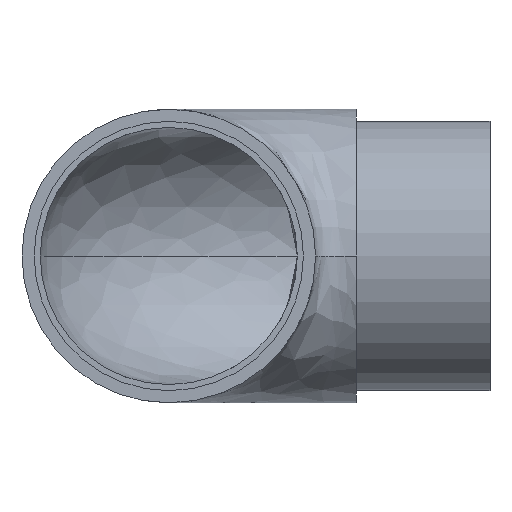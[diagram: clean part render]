
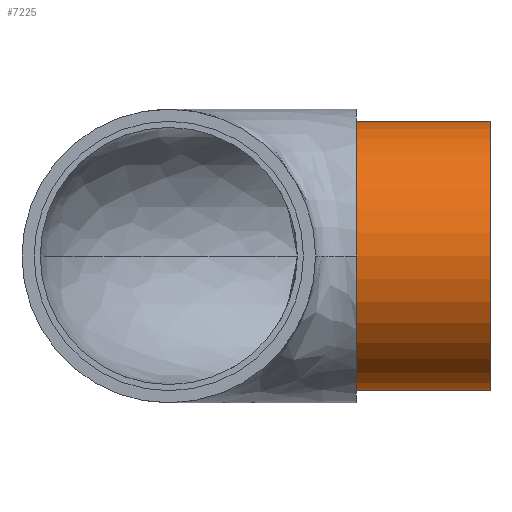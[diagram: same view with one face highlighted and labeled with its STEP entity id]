
A CAD part, left-side view. The second image highlights one B-rep face of the part: STEP entity #7225.
In plain terms, the highlighted cylindrical face has radius 22.15 mm (diameter 44.3 mm), a partial arc.
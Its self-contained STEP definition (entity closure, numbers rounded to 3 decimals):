
#2 = VECTOR ( 'NONE', #9566, 1000. ) ;
#28 = ORIENTED_EDGE ( 'NONE', *, *, #9486, .F. ) ;
#345 = CARTESIAN_POINT ( 'NONE',  ( 0., 0., 22.15 ) ) ;
#426 = CARTESIAN_POINT ( 'NONE',  ( 0., -22., -22.15 ) ) ;
#536 = ORIENTED_EDGE ( 'NONE', *, *, #9623, .F. ) ;
#1671 = CARTESIAN_POINT ( 'NONE',  ( 0., -22., 22.15 ) ) ;
#2196 = CARTESIAN_POINT ( 'NONE',  ( 0., 0., 0. ) ) ;
#2342 = CARTESIAN_POINT ( 'NONE',  ( 0., -22., -22.15 ) ) ;
#2439 = DIRECTION ( 'NONE',  ( 0., 0., -1. ) ) ;
#2483 = CIRCLE ( 'NONE', #3801, 22.15 ) ;
#2897 = EDGE_LOOP ( 'NONE', ( #28, #536, #6231, #9361 ) ) ;
#3068 = DIRECTION ( 'NONE',  ( 0., 1., 0. ) ) ;
#3801 = AXIS2_PLACEMENT_3D ( 'NONE', #2196, #3932, #6923 ) ;
#3926 = CARTESIAN_POINT ( 'NONE',  ( 0., 0., -22.15 ) ) ;
#3932 = DIRECTION ( 'NONE',  ( 0., -1., 0. ) ) ;
#4145 = DIRECTION ( 'NONE',  ( 0., 1., 0. ) ) ;
#4254 = AXIS2_PLACEMENT_3D ( 'NONE', #5586, #4145, #6450 ) ;
#4769 = CYLINDRICAL_SURFACE ( 'NONE', #4254, 22.15 ) ;
#4805 = EDGE_CURVE ( 'NONE', #7618, #8181, #9417, .T. ) ;
#4819 = FACE_OUTER_BOUND ( 'NONE', #2897, .T. ) ;
#5099 = VERTEX_POINT ( 'NONE', #3926 ) ;
#5586 = CARTESIAN_POINT ( 'NONE',  ( 0., -22., 0. ) ) ;
#5924 = AXIS2_PLACEMENT_3D ( 'NONE', #8455, #9523, #2439 ) ;
#6231 = ORIENTED_EDGE ( 'NONE', *, *, #4805, .T. ) ;
#6328 = VERTEX_POINT ( 'NONE', #426 ) ;
#6450 = DIRECTION ( 'NONE',  ( 0., 0., 1. ) ) ;
#6923 = DIRECTION ( 'NONE',  ( 0., 0., 1. ) ) ;
#7225 = ADVANCED_FACE ( 'NONE', ( #4819 ), #4769, .T. ) ;
#7618 = VERTEX_POINT ( 'NONE', #9889 ) ;
#8181 = VERTEX_POINT ( 'NONE', #345 ) ;
#8455 = CARTESIAN_POINT ( 'NONE',  ( 0., -22., 0. ) ) ;
#9032 = VECTOR ( 'NONE', #3068, 1000. ) ;
#9325 = EDGE_CURVE ( 'NONE', #8181, #5099, #2483, .T. ) ;
#9361 = ORIENTED_EDGE ( 'NONE', *, *, #9325, .T. ) ;
#9417 = LINE ( 'NONE', #1671, #2 ) ;
#9486 = EDGE_CURVE ( 'NONE', #6328, #5099, #10094, .T. ) ;
#9523 = DIRECTION ( 'NONE',  ( 0., -1., 0. ) ) ;
#9530 = CIRCLE ( 'NONE', #5924, 22.15 ) ;
#9566 = DIRECTION ( 'NONE',  ( 0., 1., 0. ) ) ;
#9623 = EDGE_CURVE ( 'NONE', #7618, #6328, #9530, .T. ) ;
#9889 = CARTESIAN_POINT ( 'NONE',  ( 0., -22., 22.15 ) ) ;
#10094 = LINE ( 'NONE', #2342, #9032 ) ;
